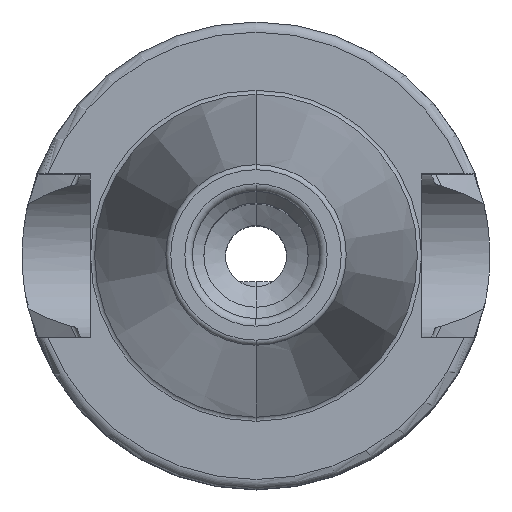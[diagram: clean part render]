
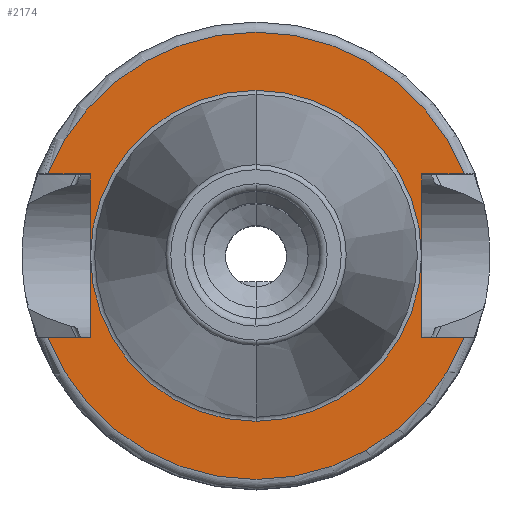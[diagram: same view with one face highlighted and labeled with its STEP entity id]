
A CAD part, top view. The second image highlights one B-rep face of the part: STEP entity #2174.
In plain terms, the highlighted planar face has unit normal (0, 0, 1).
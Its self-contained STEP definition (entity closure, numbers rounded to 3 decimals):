
#646=DIRECTION('',(1,0,0));
#647=VECTOR('',#646,4.174);
#648=CARTESIAN_POINT('',(-20.474,-8.05,20));
#649=LINE('',#648,#647);
#650=DIRECTION('',(0,1,0));
#651=VECTOR('',#650,16.1);
#652=CARTESIAN_POINT('',(-16.3,-8.05,20));
#653=LINE('',#652,#651);
#654=DIRECTION('',(1,0,0));
#655=VECTOR('',#654,4.174);
#656=CARTESIAN_POINT('',(-20.474,8.05,20));
#657=LINE('',#656,#655);
#658=DIRECTION('',(-1,0,0));
#659=VECTOR('',#658,4.174);
#660=CARTESIAN_POINT('',(20.474,8.05,20));
#661=LINE('',#660,#659);
#662=DIRECTION('',(0,-1,0));
#663=VECTOR('',#662,16.1);
#664=CARTESIAN_POINT('',(16.3,8.05,20));
#665=LINE('',#664,#663);
#666=DIRECTION('',(-1,0,0));
#667=VECTOR('',#666,4.174);
#668=CARTESIAN_POINT('',(20.474,-8.05,20));
#669=LINE('',#668,#667);
#680=CARTESIAN_POINT('',(0,0,20));
#681=DIRECTION('',(0,0,1));
#682=DIRECTION('',(0,1,0));
#683=AXIS2_PLACEMENT_3D('',#680,#681,#682);
#685=CARTESIAN_POINT('',(0,0,20));
#686=DIRECTION('',(0,0,-1));
#687=DIRECTION('',(0,1,0));
#688=AXIS2_PLACEMENT_3D('',#685,#686,#687);
#925=CARTESIAN_POINT('',(0,0,20));
#926=DIRECTION('',(0,0,1));
#927=DIRECTION('',(-0.931,-0.366,0));
#928=AXIS2_PLACEMENT_3D('',#925,#926,#927);
#942=CARTESIAN_POINT('',(0,0,20));
#943=DIRECTION('',(0,0,1));
#944=DIRECTION('',(0.931,0.366,0));
#945=AXIS2_PLACEMENT_3D('',#942,#943,#944);
#1303=CARTESIAN_POINT('',(-20.474,-8.05,20));
#1304=CARTESIAN_POINT('',(-16.3,-8.05,20));
#1305=VERTEX_POINT('',#1303);
#1306=VERTEX_POINT('',#1304);
#1307=CARTESIAN_POINT('',(-16.3,8.05,20));
#1308=VERTEX_POINT('',#1307);
#1309=CARTESIAN_POINT('',(-20.474,8.05,20));
#1310=VERTEX_POINT('',#1309);
#1311=CARTESIAN_POINT('',(16.3,8.05,20));
#1312=CARTESIAN_POINT('',(16.3,-8.05,20));
#1313=VERTEX_POINT('',#1311);
#1314=VERTEX_POINT('',#1312);
#1315=CARTESIAN_POINT('',(20.474,-8.05,20));
#1316=VERTEX_POINT('',#1315);
#1317=CARTESIAN_POINT('',(20.474,8.05,20));
#1318=VERTEX_POINT('',#1317);
#1361=CARTESIAN_POINT('',(0,16.275,20));
#1363=VERTEX_POINT('',#1361);
#1367=CARTESIAN_POINT('',(0,-16.275,20));
#1369=VERTEX_POINT('',#1367);
#2151=CARTESIAN_POINT('',(0,0,20));
#2152=DIRECTION('',(0,0,-1));
#2153=DIRECTION('',(0,-1,0));
#2154=AXIS2_PLACEMENT_3D('',#2151,#2152,#2153);
#2155=PLANE('',#2154);
#2156=ORIENTED_EDGE('',*,*,#2142,.T.);
#2157=ORIENTED_EDGE('',*,*,#1967,.T.);
#2158=ORIENTED_EDGE('',*,*,#1986,.F.);
#2160=ORIENTED_EDGE('',*,*,#2159,.F.);
#2161=ORIENTED_EDGE('',*,*,#2067,.T.);
#2162=ORIENTED_EDGE('',*,*,#2085,.T.);
#2163=ORIENTED_EDGE('',*,*,#2102,.F.);
#2165=ORIENTED_EDGE('',*,*,#2164,.F.);
#2166=EDGE_LOOP('',(#2156,#2157,#2158,#2160,#2161,#2162,#2163,#2165));
#2167=FACE_OUTER_BOUND('',#2166,.F.);
#2169=ORIENTED_EDGE('',*,*,#2168,.T.);
#2171=ORIENTED_EDGE('',*,*,#2170,.F.);
#2172=EDGE_LOOP('',(#2169,#2171));
#2173=FACE_BOUND('',#2172,.F.);
#2174=ADVANCED_FACE('',(#2167,#2173),#2155,.F.);
#684=CIRCLE('',#683,16.275);
#689=CIRCLE('',#688,16.275);
#929=CIRCLE('',#928,22);
#946=CIRCLE('',#945,22);
#1967=EDGE_CURVE('',#1306,#1308,#653,.T.);
#1986=EDGE_CURVE('',#1310,#1308,#657,.T.);
#2067=EDGE_CURVE('',#1318,#1313,#661,.T.);
#2085=EDGE_CURVE('',#1313,#1314,#665,.T.);
#2102=EDGE_CURVE('',#1316,#1314,#669,.T.);
#2142=EDGE_CURVE('',#1305,#1306,#649,.T.);
#2159=EDGE_CURVE('',#1318,#1310,#946,.T.);
#2164=EDGE_CURVE('',#1305,#1316,#929,.T.);
#2168=EDGE_CURVE('',#1363,#1369,#684,.T.);
#2170=EDGE_CURVE('',#1363,#1369,#689,.T.);
